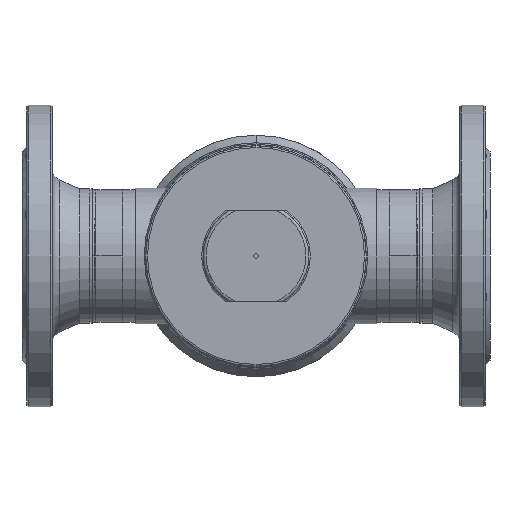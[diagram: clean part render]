
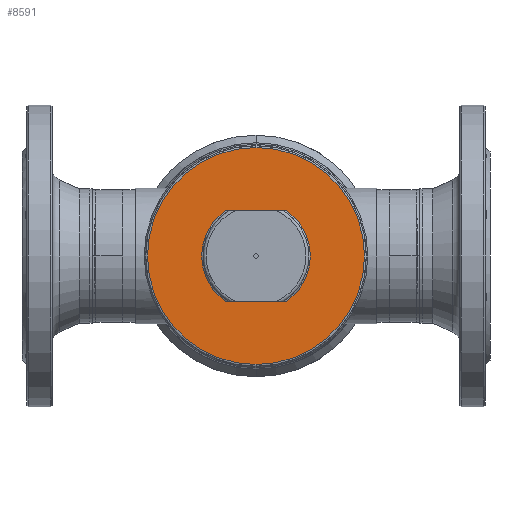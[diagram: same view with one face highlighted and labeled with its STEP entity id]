
A CAD part, front view. The second image highlights one B-rep face of the part: STEP entity #8591.
In plain terms, the highlighted planar face has unit normal (0, -1, 0).
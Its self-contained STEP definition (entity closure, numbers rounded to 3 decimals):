
#44 = FACE_BOUND ( 'NONE', #10367, .T. ) ;
#327 = VERTEX_POINT ( 'NONE', #4434 ) ;
#365 = CIRCLE ( 'NONE', #10700, 36. ) ;
#377 = VERTEX_POINT ( 'NONE', #10689 ) ;
#638 = AXIS2_PLACEMENT_3D ( 'NONE', #17263, #17200, #7889 ) ;
#642 = EDGE_CURVE ( 'NONE', #4176, #327, #12656, .T. ) ;
#2424 = EDGE_CURVE ( 'NONE', #4176, #11009, #7985, .T. ) ;
#2456 = FACE_OUTER_BOUND ( 'NONE', #5176, .T. ) ;
#2538 = CARTESIAN_POINT ( 'NONE',  ( -40., -102., 30. ) ) ;
#3491 = EDGE_CURVE ( 'NONE', #9214, #377, #15970, .T. ) ;
#4176 = VERTEX_POINT ( 'NONE', #8341 ) ;
#4434 = CARTESIAN_POINT ( 'NONE',  ( -19.9, -102., 30. ) ) ;
#4829 = ORIENTED_EDGE ( 'NONE', *, *, #10070, .F. ) ;
#4983 = EDGE_CURVE ( 'NONE', #377, #9214, #9770, .T. ) ;
#5021 = CARTESIAN_POINT ( 'NONE',  ( 19.9, -102., -30. ) ) ;
#5176 = EDGE_LOOP ( 'NONE', ( #18385, #10795 ) ) ;
#5358 = DIRECTION ( 'NONE',  ( 0., 1., 0. ) ) ;
#5498 = ORIENTED_EDGE ( 'NONE', *, *, #642, .T. ) ;
#5766 = PLANE ( 'NONE',  #18151 ) ;
#6071 = CARTESIAN_POINT ( 'NONE',  ( 0., -102., -71.869 ) ) ;
#7889 = DIRECTION ( 'NONE',  ( 0., 0., -1. ) ) ;
#7985 = LINE ( 'NONE', #16770, #17225 ) ;
#8211 = LINE ( 'NONE', #2538, #16458 ) ;
#8341 = CARTESIAN_POINT ( 'NONE',  ( -19.9, -102., -30. ) ) ;
#8591 = ADVANCED_FACE ( 'NONE', ( #44, #2456 ), #5766, .F. ) ;
#8743 = DIRECTION ( 'NONE',  ( -1., 0., 0. ) ) ;
#9214 = VERTEX_POINT ( 'NONE', #6071 ) ;
#9764 = DIRECTION ( 'NONE',  ( 0., 1., 0. ) ) ;
#9770 = CIRCLE ( 'NONE', #638, 71.869 ) ;
#9896 = DIRECTION ( 'NONE',  ( 0., 0., -1. ) ) ;
#10070 = EDGE_CURVE ( 'NONE', #17023, #327, #8211, .T. ) ;
#10256 = DIRECTION ( 'NONE',  ( 0., 0., -1. ) ) ;
#10367 = EDGE_LOOP ( 'NONE', ( #18137, #17822, #5498, #4829 ) ) ;
#10401 = CARTESIAN_POINT ( 'NONE',  ( 71.869, -102., 0. ) ) ;
#10689 = CARTESIAN_POINT ( 'NONE',  ( 0., -102., 71.869 ) ) ;
#10700 = AXIS2_PLACEMENT_3D ( 'NONE', #11472, #9764, #12881 ) ;
#10795 = ORIENTED_EDGE ( 'NONE', *, *, #4983, .F. ) ;
#11009 = VERTEX_POINT ( 'NONE', #5021 ) ;
#11472 = CARTESIAN_POINT ( 'NONE',  ( 0., -102., 0. ) ) ;
#12448 = DIRECTION ( 'NONE',  ( 1., 0., 0. ) ) ;
#12656 = CIRCLE ( 'NONE', #17949, 36. ) ;
#12881 = DIRECTION ( 'NONE',  ( 0., 0., -1. ) ) ;
#13505 = DIRECTION ( 'NONE',  ( 0., 1., 0. ) ) ;
#14647 = CARTESIAN_POINT ( 'NONE',  ( 0., -102., 0. ) ) ;
#15858 = DIRECTION ( 'NONE',  ( 0., 1., 0. ) ) ;
#15970 = CIRCLE ( 'NONE', #18907, 71.869 ) ;
#16007 = DIRECTION ( 'NONE',  ( 0., 0., -1. ) ) ;
#16458 = VECTOR ( 'NONE', #8743, 1000. ) ;
#16770 = CARTESIAN_POINT ( 'NONE',  ( -40., -102., -30. ) ) ;
#17023 = VERTEX_POINT ( 'NONE', #18527 ) ;
#17200 = DIRECTION ( 'NONE',  ( 0., 1., 0. ) ) ;
#17225 = VECTOR ( 'NONE', #12448, 1000. ) ;
#17263 = CARTESIAN_POINT ( 'NONE',  ( 0., -102., 0. ) ) ;
#17506 = CARTESIAN_POINT ( 'NONE',  ( 0., -102., 0. ) ) ;
#17822 = ORIENTED_EDGE ( 'NONE', *, *, #2424, .F. ) ;
#17949 = AXIS2_PLACEMENT_3D ( 'NONE', #14647, #5358, #16007 ) ;
#18137 = ORIENTED_EDGE ( 'NONE', *, *, #18526, .T. ) ;
#18151 = AXIS2_PLACEMENT_3D ( 'NONE', #10401, #13505, #10256 ) ;
#18385 = ORIENTED_EDGE ( 'NONE', *, *, #3491, .F. ) ;
#18526 = EDGE_CURVE ( 'NONE', #17023, #11009, #365, .T. ) ;
#18527 = CARTESIAN_POINT ( 'NONE',  ( 19.9, -102., 30. ) ) ;
#18907 = AXIS2_PLACEMENT_3D ( 'NONE', #17506, #15858, #9896 ) ;
